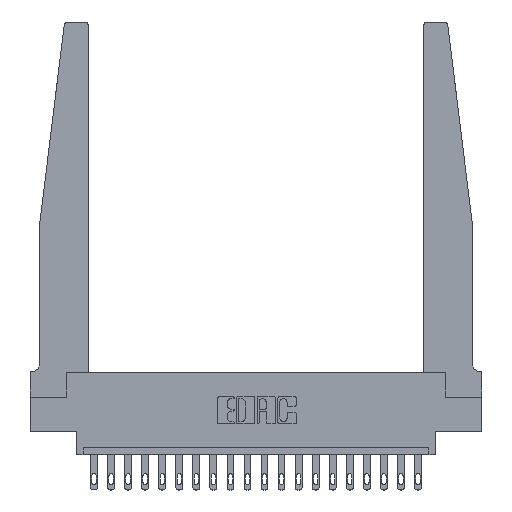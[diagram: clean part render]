
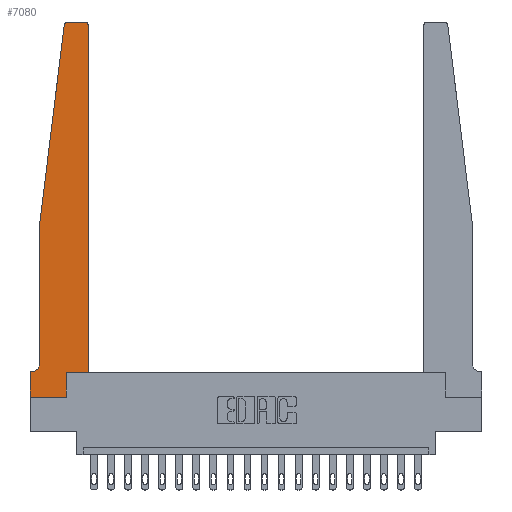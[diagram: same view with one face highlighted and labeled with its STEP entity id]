
A CAD part, top view. The second image highlights one B-rep face of the part: STEP entity #7080.
In plain terms, the highlighted planar face has unit normal (0, 0, 1).
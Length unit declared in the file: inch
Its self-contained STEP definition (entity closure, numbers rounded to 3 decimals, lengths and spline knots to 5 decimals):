
#292 = VECTOR ( 'NONE', #11874, 39.37008 ) ;
#303 = CARTESIAN_POINT ( 'NONE',  ( 0.015, 0.1875, 0.37 ) ) ;
#605 = CARTESIAN_POINT ( 'NONE',  ( 0.425, 2.72, 0.37 ) ) ;
#623 = VECTOR ( 'NONE', #20130, 39.37008 ) ;
#1120 = EDGE_CURVE ( 'NONE', #14520, #8665, #6607, .T. ) ;
#1623 = VERTEX_POINT ( 'NONE', #19234 ) ;
#1857 = DIRECTION ( 'NONE',  ( -1., 0., 0. ) ) ;
#2143 = LINE ( 'NONE', #3689, #14668 ) ;
#2170 = CARTESIAN_POINT ( 'NONE',  ( 0., 0., 0.37 ) ) ;
#2200 = FACE_OUTER_BOUND ( 'NONE', #4344, .T. ) ;
#2238 = VERTEX_POINT ( 'NONE', #13443 ) ;
#2403 = PLANE ( 'NONE',  #9761 ) ;
#2688 = DIRECTION ( 'NONE',  ( 0., 1., 0. ) ) ;
#3004 = DIRECTION ( 'NONE',  ( -1., 0., 0. ) ) ;
#3124 = ORIENTED_EDGE ( 'NONE', *, *, #1120, .T. ) ;
#3221 = EDGE_CURVE ( 'NONE', #18310, #12992, #6038, .T. ) ;
#3649 = CARTESIAN_POINT ( 'NONE',  ( 0., 0.1875, 0.37 ) ) ;
#3689 = CARTESIAN_POINT ( 'NONE',  ( 0.065, 0.1875, 0.37 ) ) ;
#3818 = CARTESIAN_POINT ( 'NONE',  ( 0.27653, 2.72, 0.37 ) ) ;
#4245 = LINE ( 'NONE', #10616, #292 ) ;
#4344 = EDGE_LOOP ( 'NONE', ( #16954, #15392, #3124, #6113, #14549, #7540, #6804, #10481, #20227, #7364, #17848, #18903 ) ) ;
#4827 = CIRCLE ( 'NONE', #8797, 0.03 ) ;
#4853 = VERTEX_POINT ( 'NONE', #6726 ) ;
#5000 = CARTESIAN_POINT ( 'NONE',  ( 0.065, 0.2375, 0.37 ) ) ;
#5502 = CARTESIAN_POINT ( 'NONE',  ( 0.395, 2.72, 0.37 ) ) ;
#6026 = VERTEX_POINT ( 'NONE', #303 ) ;
#6038 = LINE ( 'NONE', #15669, #10489 ) ;
#6113 = ORIENTED_EDGE ( 'NONE', *, *, #15542, .T. ) ;
#6432 = EDGE_CURVE ( 'NONE', #7333, #6026, #12059, .T. ) ;
#6607 = LINE ( 'NONE', #14683, #8642 ) ;
#6726 = CARTESIAN_POINT ( 'NONE',  ( 0.395, 2.75, 0.37 ) ) ;
#6804 = ORIENTED_EDGE ( 'NONE', *, *, #11550, .T. ) ;
#6990 = DIRECTION ( 'NONE',  ( 0., 1., 0. ) ) ;
#7080 = ADVANCED_FACE ( 'NONE', ( #2200 ), #2403, .T. ) ;
#7173 = DIRECTION ( 'NONE',  ( 0., 0., 1. ) ) ;
#7333 = VERTEX_POINT ( 'NONE', #5000 ) ;
#7364 = ORIENTED_EDGE ( 'NONE', *, *, #19492, .T. ) ;
#7540 = ORIENTED_EDGE ( 'NONE', *, *, #20388, .T. ) ;
#8462 = CIRCLE ( 'NONE', #12452, 0.03 ) ;
#8569 = DIRECTION ( 'NONE',  ( -1., 0., 0. ) ) ;
#8642 = VECTOR ( 'NONE', #19261, 39.37008 ) ;
#8665 = VERTEX_POINT ( 'NONE', #11425 ) ;
#8716 = CARTESIAN_POINT ( 'NONE',  ( 0.2605, 0.18, 0.37 ) ) ;
#8741 = CARTESIAN_POINT ( 'NONE',  ( 0., 0.1875, 0.37 ) ) ;
#8788 = VERTEX_POINT ( 'NONE', #18174 ) ;
#8797 = AXIS2_PLACEMENT_3D ( 'NONE', #5502, #19818, #14933 ) ;
#9197 = VERTEX_POINT ( 'NONE', #3649 ) ;
#9231 = EDGE_CURVE ( 'NONE', #9590, #4853, #4827, .T. ) ;
#9550 = EDGE_CURVE ( 'NONE', #8788, #14520, #8462, .T. ) ;
#9590 = VERTEX_POINT ( 'NONE', #605 ) ;
#9761 = AXIS2_PLACEMENT_3D ( 'NONE', #8741, #7173, #12005 ) ;
#9766 = LINE ( 'NONE', #16142, #17171 ) ;
#10048 = DIRECTION ( 'NONE',  ( 0., 0., -1. ) ) ;
#10086 = DIRECTION ( 'NONE',  ( 1., 0., 0. ) ) ;
#10126 = CARTESIAN_POINT ( 'NONE',  ( 0.425, 0.18, 0.37 ) ) ;
#10481 = ORIENTED_EDGE ( 'NONE', *, *, #3221, .T. ) ;
#10489 = VECTOR ( 'NONE', #12325, 39.37008 ) ;
#10616 = CARTESIAN_POINT ( 'NONE',  ( 0.065, 1.25, 0.37 ) ) ;
#11222 = EDGE_CURVE ( 'NONE', #4853, #8788, #9766, .T. ) ;
#11248 = CARTESIAN_POINT ( 'NONE',  ( 0.24675, 2.72367, 0.37 ) ) ;
#11425 = CARTESIAN_POINT ( 'NONE',  ( 0.065, 1.25, 0.37 ) ) ;
#11514 = LINE ( 'NONE', #16307, #20525 ) ;
#11550 = EDGE_CURVE ( 'NONE', #9197, #18310, #11514, .T. ) ;
#11609 = EDGE_CURVE ( 'NONE', #1623, #9590, #19839, .T. ) ;
#11865 = CARTESIAN_POINT ( 'NONE',  ( 0.2605, 0., 0.37 ) ) ;
#11874 = DIRECTION ( 'NONE',  ( 0., -1., 0. ) ) ;
#12005 = DIRECTION ( 'NONE',  ( 1., 0., 0. ) ) ;
#12059 = CIRCLE ( 'NONE', #12748, 0.05 ) ;
#12163 = VECTOR ( 'NONE', #6990, 39.37008 ) ;
#12325 = DIRECTION ( 'NONE',  ( 1., 0., 0. ) ) ;
#12452 = AXIS2_PLACEMENT_3D ( 'NONE', #3818, #16262, #10086 ) ;
#12748 = AXIS2_PLACEMENT_3D ( 'NONE', #14571, #10048, #3004 ) ;
#12992 = VERTEX_POINT ( 'NONE', #11865 ) ;
#13443 = CARTESIAN_POINT ( 'NONE',  ( 0.2605, 0.18, 0.37 ) ) ;
#14520 = VERTEX_POINT ( 'NONE', #11248 ) ;
#14549 = ORIENTED_EDGE ( 'NONE', *, *, #6432, .T. ) ;
#14571 = CARTESIAN_POINT ( 'NONE',  ( 0.015, 0.2375, 0.37 ) ) ;
#14668 = VECTOR ( 'NONE', #8569, 39.37008 ) ;
#14683 = CARTESIAN_POINT ( 'NONE',  ( 0.065, 1.25, 0.37 ) ) ;
#14933 = DIRECTION ( 'NONE',  ( 1., 0., 0. ) ) ;
#15118 = LINE ( 'NONE', #16873, #623 ) ;
#15150 = DIRECTION ( 'NONE',  ( 0., -1., 0. ) ) ;
#15392 = ORIENTED_EDGE ( 'NONE', *, *, #9550, .T. ) ;
#15542 = EDGE_CURVE ( 'NONE', #8665, #7333, #4245, .T. ) ;
#15547 = EDGE_CURVE ( 'NONE', #12992, #2238, #16658, .T. ) ;
#15669 = CARTESIAN_POINT ( 'NONE',  ( 0., 0., 0.37 ) ) ;
#16142 = CARTESIAN_POINT ( 'NONE',  ( 0.25, 2.75, 0.37 ) ) ;
#16262 = DIRECTION ( 'NONE',  ( 0., 0., 1. ) ) ;
#16292 = VECTOR ( 'NONE', #2688, 39.37008 ) ;
#16307 = CARTESIAN_POINT ( 'NONE',  ( 0., 0., 0.37 ) ) ;
#16658 = LINE ( 'NONE', #8716, #16292 ) ;
#16873 = CARTESIAN_POINT ( 'NONE',  ( 0.425, 0.18, 0.37 ) ) ;
#16954 = ORIENTED_EDGE ( 'NONE', *, *, #11222, .T. ) ;
#17171 = VECTOR ( 'NONE', #1857, 39.37008 ) ;
#17848 = ORIENTED_EDGE ( 'NONE', *, *, #11609, .T. ) ;
#18174 = CARTESIAN_POINT ( 'NONE',  ( 0.27653, 2.75, 0.37 ) ) ;
#18310 = VERTEX_POINT ( 'NONE', #2170 ) ;
#18903 = ORIENTED_EDGE ( 'NONE', *, *, #9231, .T. ) ;
#19234 = CARTESIAN_POINT ( 'NONE',  ( 0.425, 0.18, 0.37 ) ) ;
#19261 = DIRECTION ( 'NONE',  ( -0.122, -0.992, 0. ) ) ;
#19492 = EDGE_CURVE ( 'NONE', #2238, #1623, #15118, .T. ) ;
#19818 = DIRECTION ( 'NONE',  ( 0., 0., 1. ) ) ;
#19839 = LINE ( 'NONE', #10126, #12163 ) ;
#20130 = DIRECTION ( 'NONE',  ( 1., 0., 0. ) ) ;
#20227 = ORIENTED_EDGE ( 'NONE', *, *, #15547, .T. ) ;
#20388 = EDGE_CURVE ( 'NONE', #6026, #9197, #2143, .T. ) ;
#20525 = VECTOR ( 'NONE', #15150, 39.37008 ) ;
